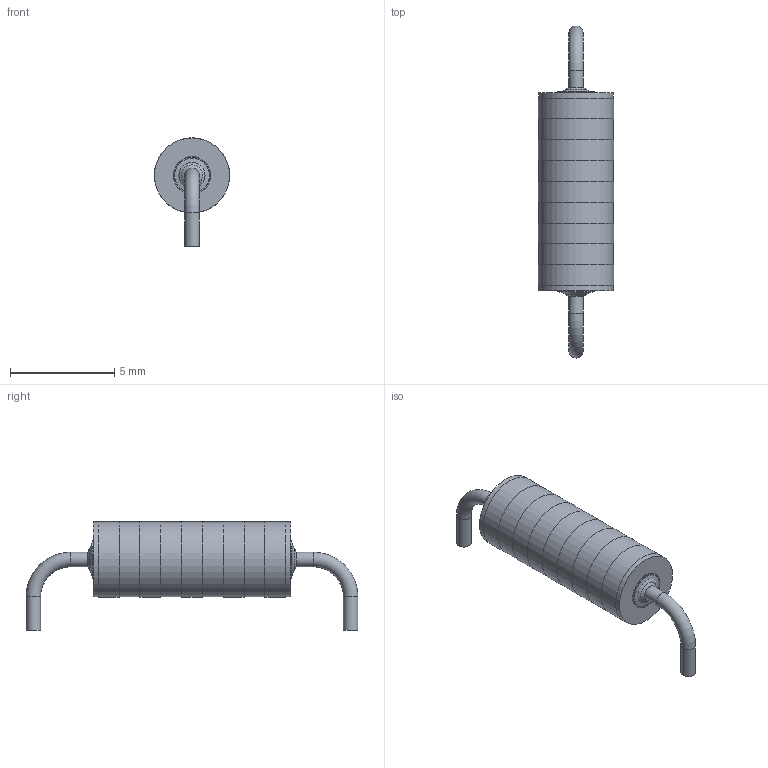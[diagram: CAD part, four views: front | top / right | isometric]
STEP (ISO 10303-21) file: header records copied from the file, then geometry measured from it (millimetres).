
FILE_DESCRIPTION(('FreeCAD Model'),'2;1');
FILE_NAME('Carbon Composition Resistor v2.step','2019-04-25T17:32:49',('') ,(''),'Open CASCADE STEP processor 7.3','FreeCAD','Unknown');
FILE_SCHEMA(('AUTOMOTIVE_DESIGN { 1 0 10303 214 1 1 1 1 }'));
Length unit declared in the file: millimetre
Products named in the file (1): Compound
Bounding box: 3.62 x 15.94 x 5.21 mm (x, y, z)
Volume: 163.7 mm3; surface area: 367.5 mm2
Topology: 9 solids, 9 shells, 51 faces, 75 edges, 50 vertices
Faces by surface type: plane 22, cylinder 15, sphere 8, torus 4, bspline 2
Full cylindrical faces by diameter (mm): 0.7 x5, 1.8 x4, 3.6 x1, 3.62 x5
Entity records: 3799 total; most frequent: CARTESIAN_POINT 2035, DIRECTION 247, ORIENTED_EDGE 126, PCURVE 126, DEFINITIONAL_REPRESENTATION 126, AXIS2_PLACEMENT_3D 88, B_SPLINE_CURVE_WITH_KNOTS 74, FACE_BOUND 67
